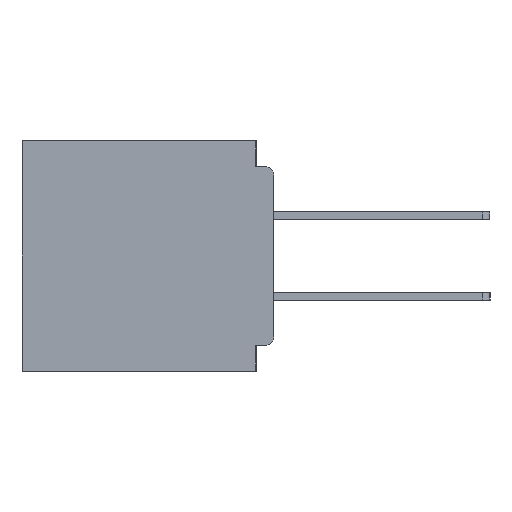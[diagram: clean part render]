
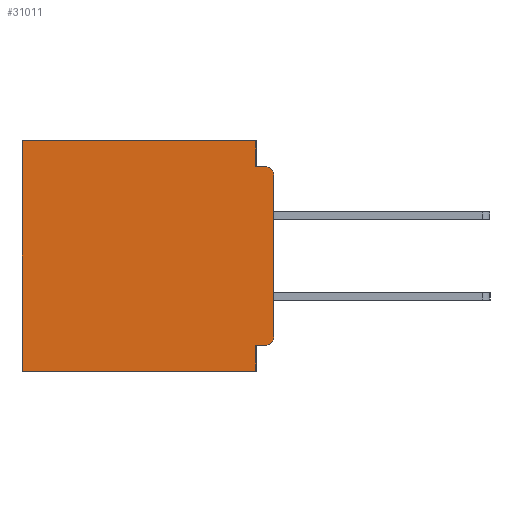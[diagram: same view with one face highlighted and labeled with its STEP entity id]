
A CAD part, left-side view. The second image highlights one B-rep face of the part: STEP entity #31011.
In plain terms, the highlighted planar face has unit normal (-1, 0, 0).
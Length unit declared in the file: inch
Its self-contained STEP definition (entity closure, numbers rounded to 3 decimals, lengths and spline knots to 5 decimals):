
#195 = VERTEX_POINT ( 'NONE', #34817 ) ;
#252 = FACE_OUTER_BOUND ( 'NONE', #7388, .T. ) ;
#411 = CARTESIAN_POINT ( 'NONE',  ( 0.3, 0., -0.06 ) ) ;
#866 = EDGE_CURVE ( 'NONE', #15063, #23225, #1010, .T. ) ;
#1010 = CIRCLE ( 'NONE', #20930, 0.015 ) ;
#1416 = EDGE_CURVE ( 'NONE', #13501, #29544, #5005, .T. ) ;
#1532 = CARTESIAN_POINT ( 'NONE',  ( 0.3, 0., -0.355 ) ) ;
#1615 = CARTESIAN_POINT ( 'NONE',  ( 0.3, 0.015, -0.34 ) ) ;
#1990 = DIRECTION ( 'NONE',  ( -1., 0., 0. ) ) ;
#2852 = DIRECTION ( 'NONE',  ( 0., 0., -1. ) ) ;
#3122 = ORIENTED_EDGE ( 'NONE', *, *, #18938, .T. ) ;
#3272 = ORIENTED_EDGE ( 'NONE', *, *, #866, .T. ) ;
#3517 = AXIS2_PLACEMENT_3D ( 'NONE', #1615, #1990, #4875 ) ;
#4022 = EDGE_CURVE ( 'NONE', #26498, #17915, #30322, .T. ) ;
#4122 = VECTOR ( 'NONE', #2852, 39.37008 ) ;
#4304 = CARTESIAN_POINT ( 'NONE',  ( 0.3, 0., 0. ) ) ;
#4596 = DIRECTION ( 'NONE',  ( -1., 0., 0. ) ) ;
#4875 = DIRECTION ( 'NONE',  ( 0., 0., -1. ) ) ;
#5005 = LINE ( 'NONE', #9387, #4122 ) ;
#5324 = CARTESIAN_POINT ( 'NONE',  ( 0.3, 0.437, -0.4 ) ) ;
#5370 = ORIENTED_EDGE ( 'NONE', *, *, #16955, .F. ) ;
#5862 = CARTESIAN_POINT ( 'NONE',  ( 0.3, 0., -0.34 ) ) ;
#6937 = ORIENTED_EDGE ( 'NONE', *, *, #34327, .T. ) ;
#7175 = DIRECTION ( 'NONE',  ( 0., 1., 0. ) ) ;
#7185 = EDGE_CURVE ( 'NONE', #10582, #195, #21413, .T. ) ;
#7388 = EDGE_LOOP ( 'NONE', ( #20960, #3272, #17395, #31057, #3122, #6937, #25244, #21111, #5370, #18787 ) ) ;
#7728 = PLANE ( 'NONE',  #26253 ) ;
#8558 = EDGE_CURVE ( 'NONE', #15063, #17915, #32295, .T. ) ;
#8963 = CARTESIAN_POINT ( 'NONE',  ( 0.3, 0.015, -0.06 ) ) ;
#9387 = CARTESIAN_POINT ( 'NONE',  ( 0.3, 0.031, 0. ) ) ;
#10079 = CARTESIAN_POINT ( 'NONE',  ( 0.3, 0.031, -0.4 ) ) ;
#10582 = VERTEX_POINT ( 'NONE', #32314 ) ;
#10618 = CARTESIAN_POINT ( 'NONE',  ( 0.3, 0., -0.4 ) ) ;
#11107 = VECTOR ( 'NONE', #26371, 39.37008 ) ;
#12479 = CARTESIAN_POINT ( 'NONE',  ( 0.3, 0.437, 0. ) ) ;
#13486 = DIRECTION ( 'NONE',  ( 1., 0., 0. ) ) ;
#13501 = VERTEX_POINT ( 'NONE', #27009 ) ;
#15063 = VERTEX_POINT ( 'NONE', #411 ) ;
#15757 = DIRECTION ( 'NONE',  ( 0., -1., 0. ) ) ;
#15932 = DIRECTION ( 'NONE',  ( 0., 0., -1. ) ) ;
#16537 = DIRECTION ( 'NONE',  ( 0., 0., -1. ) ) ;
#16578 = VERTEX_POINT ( 'NONE', #5324 ) ;
#16955 = EDGE_CURVE ( 'NONE', #26498, #10582, #19988, .T. ) ;
#17395 = ORIENTED_EDGE ( 'NONE', *, *, #20071, .F. ) ;
#17444 = LINE ( 'NONE', #28481, #31427 ) ;
#17453 = VECTOR ( 'NONE', #15932, 39.37008 ) ;
#17915 = VERTEX_POINT ( 'NONE', #5862 ) ;
#18642 = CARTESIAN_POINT ( 'NONE',  ( 0.3, 0.015, -0.355 ) ) ;
#18687 = CARTESIAN_POINT ( 'NONE',  ( 0.3, 0., -0.4 ) ) ;
#18787 = ORIENTED_EDGE ( 'NONE', *, *, #4022, .T. ) ;
#18938 = EDGE_CURVE ( 'NONE', #13501, #23950, #34993, .T. ) ;
#19988 = LINE ( 'NONE', #1532, #28243 ) ;
#20071 = EDGE_CURVE ( 'NONE', #29544, #23225, #34585, .T. ) ;
#20283 = VECTOR ( 'NONE', #7175, 39.37008 ) ;
#20376 = LINE ( 'NONE', #20940, #34217 ) ;
#20588 = CARTESIAN_POINT ( 'NONE',  ( 0.3, 0.031, -0.045 ) ) ;
#20930 = AXIS2_PLACEMENT_3D ( 'NONE', #8963, #4596, #16537 ) ;
#20940 = CARTESIAN_POINT ( 'NONE',  ( 0.3, 0.437, -0.4 ) ) ;
#20960 = ORIENTED_EDGE ( 'NONE', *, *, #8558, .F. ) ;
#21111 = ORIENTED_EDGE ( 'NONE', *, *, #7185, .F. ) ;
#21413 = LINE ( 'NONE', #10079, #11107 ) ;
#23225 = VERTEX_POINT ( 'NONE', #28660 ) ;
#23746 = DIRECTION ( 'NONE',  ( 0., 0., -1. ) ) ;
#23950 = VERTEX_POINT ( 'NONE', #12479 ) ;
#24232 = DIRECTION ( 'NONE',  ( 0., 1., 0. ) ) ;
#25244 = ORIENTED_EDGE ( 'NONE', *, *, #29450, .F. ) ;
#26253 = AXIS2_PLACEMENT_3D ( 'NONE', #10618, #13486, #33093 ) ;
#26371 = DIRECTION ( 'NONE',  ( 0., 0., -1. ) ) ;
#26498 = VERTEX_POINT ( 'NONE', #18642 ) ;
#26940 = CARTESIAN_POINT ( 'NONE',  ( 0.3, 0., -0.045 ) ) ;
#27009 = CARTESIAN_POINT ( 'NONE',  ( 0.3, 0.031, 0. ) ) ;
#27269 = VECTOR ( 'NONE', #15757, 39.37008 ) ;
#28243 = VECTOR ( 'NONE', #24232, 39.37008 ) ;
#28481 = CARTESIAN_POINT ( 'NONE',  ( 0.3, 0., -0.4 ) ) ;
#28660 = CARTESIAN_POINT ( 'NONE',  ( 0.3, 0.015, -0.045 ) ) ;
#29450 = EDGE_CURVE ( 'NONE', #195, #16578, #17444, .T. ) ;
#29544 = VERTEX_POINT ( 'NONE', #20588 ) ;
#30322 = CIRCLE ( 'NONE', #3517, 0.015 ) ;
#31011 = ADVANCED_FACE ( 'NONE', ( #252 ), #7728, .F. ) ;
#31057 = ORIENTED_EDGE ( 'NONE', *, *, #1416, .F. ) ;
#31279 = DIRECTION ( 'NONE',  ( 0., 1., 0. ) ) ;
#31427 = VECTOR ( 'NONE', #31279, 39.37008 ) ;
#32295 = LINE ( 'NONE', #18687, #17453 ) ;
#32314 = CARTESIAN_POINT ( 'NONE',  ( 0.3, 0.031, -0.355 ) ) ;
#33093 = DIRECTION ( 'NONE',  ( 0., 0., -1. ) ) ;
#34217 = VECTOR ( 'NONE', #23746, 39.37008 ) ;
#34327 = EDGE_CURVE ( 'NONE', #23950, #16578, #20376, .T. ) ;
#34585 = LINE ( 'NONE', #26940, #27269 ) ;
#34817 = CARTESIAN_POINT ( 'NONE',  ( 0.3, 0.031, -0.4 ) ) ;
#34993 = LINE ( 'NONE', #4304, #20283 ) ;
